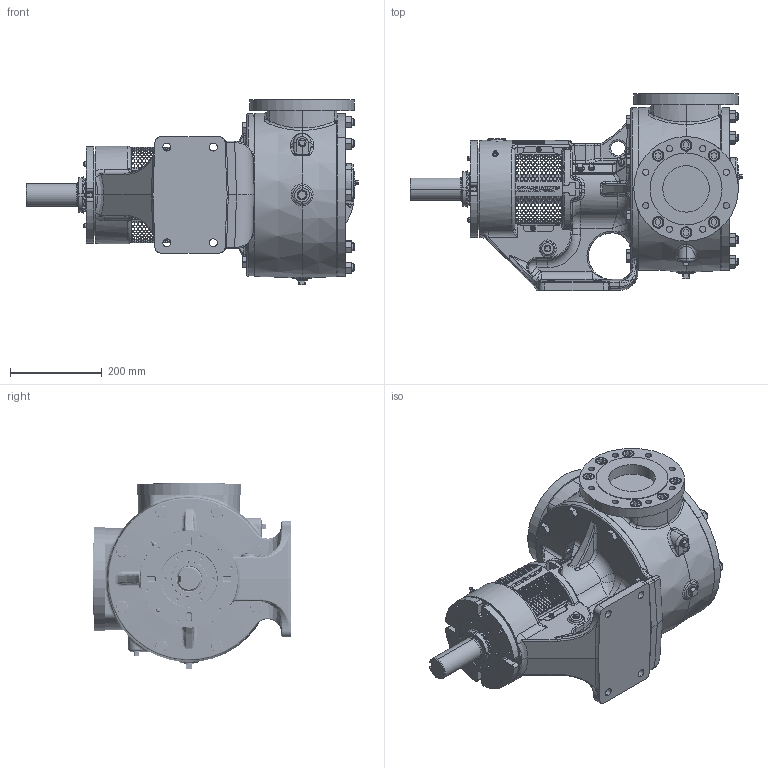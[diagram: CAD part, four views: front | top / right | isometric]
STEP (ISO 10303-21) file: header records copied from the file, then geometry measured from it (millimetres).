
FILE_DESCRIPTION (( 'STEP AP214' ), '1' );
FILE_NAME ('QV-2204.STEP', '2024-02-12T17:45:05', ( '' ), ( '' ), 'SwSTEP 2.0', 'SolidWorks 2022', '' );
FILE_SCHEMA (( 'AUTOMOTIVE_DESIGN' ));
Length unit declared in the file: millimetre
Products named in the file (1): QV-2204
Bounding box: 725.53 x 431.8 x 406.27 mm (x, y, z)
Volume: 32645121.5 mm3; surface area: 1286178 mm2
Topology: 1 solids, 1 shells, 7404 faces, 20509 edges, 13331 vertices
Faces by surface type: bspline 3473, plane 2715, cylinder 641, cone 464, torus 76, sphere 35
Entity records: 336661 total; most frequent: CARTESIAN_POINT 136473, ORIENTED_EDGE 40848, DIRECTION 25140, EDGE_CURVE 20424, VERTEX_POINT 13328, EDGE_LOOP 9026, AXIS2_PLACEMENT_3D 8472, VECTOR 8196
